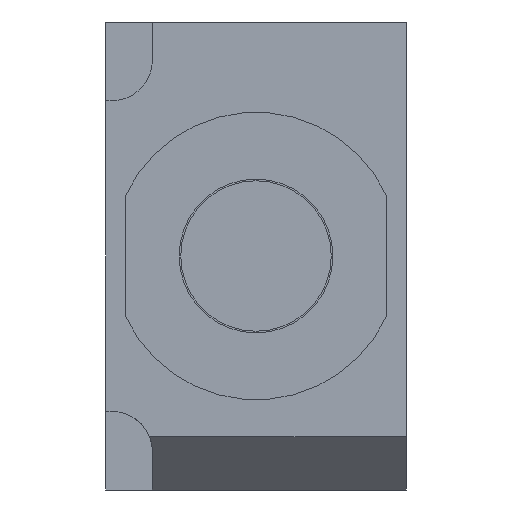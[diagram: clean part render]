
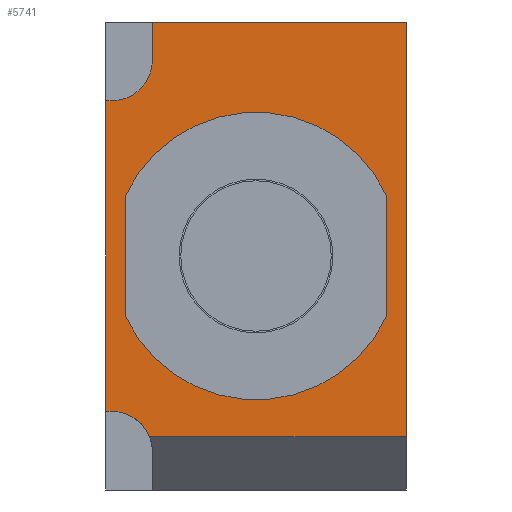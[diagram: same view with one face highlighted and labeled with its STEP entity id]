
A CAD part, front view. The second image highlights one B-rep face of the part: STEP entity #5741.
In plain terms, the highlighted planar face has unit normal (0, -1, 0).
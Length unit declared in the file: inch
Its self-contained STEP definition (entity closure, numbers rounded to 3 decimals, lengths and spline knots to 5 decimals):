
#5135=CARTESIAN_POINT('',(-0.08465,-0.22953,0.09154));
#5136=VERTEX_POINT('',#5135);
#5143=CARTESIAN_POINT('',(-0.06102,-0.22953,0.11516));
#5144=VERTEX_POINT('',#5143);
#5145=CARTESIAN_POINT('',(-0.08465,-0.22953,0.11516));
#5146=DIRECTION('',(0.0,1.0,0.0));
#5147=DIRECTION('',(0.0,0.0,-1.0));
#5148=AXIS2_PLACEMENT_3D('',#5145,#5146,#5147);
#5149=CIRCLE('',#5148,0.02362);
#5150=EDGE_CURVE('',#5144,#5136,#5149,.T.);
#5175=CARTESIAN_POINT('',(-0.06102,-0.22953,0.1378));
#5176=VERTEX_POINT('',#5175);
#5177=CARTESIAN_POINT('',(-0.06102,-0.22953,0.1378));
#5178=DIRECTION('',(0.0,0.0,-1.0));
#5179=VECTOR('',#5178,0.02264);
#5180=LINE('',#5177,#5179);
#5181=EDGE_CURVE('',#5176,#5144,#5180,.T.);
#5205=CARTESIAN_POINT('',(-0.08858,-0.22953,0.09154));
#5206=VERTEX_POINT('',#5205);
#5213=CARTESIAN_POINT('',(-0.08465,-0.22953,0.09154));
#5214=DIRECTION('',(-1.0,0.0,0.0));
#5215=VECTOR('',#5214,0.00394);
#5216=LINE('',#5213,#5215);
#5217=EDGE_CURVE('',#5136,#5206,#5216,.T.);
#5260=CARTESIAN_POINT('',(-0.06275,-0.22953,-0.1063));
#5261=VERTEX_POINT('',#5260);
#5269=CARTESIAN_POINT('',(-0.08465,-0.22953,-0.09154));
#5270=VERTEX_POINT('',#5269);
#5271=CARTESIAN_POINT('',(-0.08465,-0.22953,-0.11516));
#5272=DIRECTION('',(0.0,1.0,0.0));
#5273=DIRECTION('',(1.0,0.0,0.0));
#5274=AXIS2_PLACEMENT_3D('',#5271,#5272,#5273);
#5275=CIRCLE('',#5274,0.02362);
#5276=EDGE_CURVE('',#5270,#5261,#5275,.T.);
#5311=CARTESIAN_POINT('',(-0.08858,-0.22953,-0.09154));
#5312=VERTEX_POINT('',#5311);
#5313=CARTESIAN_POINT('',(-0.08858,-0.22953,-0.09154));
#5314=DIRECTION('',(1.0,0.0,0.0));
#5315=VECTOR('',#5314,0.00394);
#5316=LINE('',#5313,#5315);
#5317=EDGE_CURVE('',#5312,#5270,#5316,.T.);
#5416=CARTESIAN_POINT('',(0.08858,-0.22953,-0.1063));
#5417=VERTEX_POINT('',#5416);
#5424=CARTESIAN_POINT('',(-0.06275,-0.22953,-0.1063));
#5425=DIRECTION('',(1.0,0.0,0.0));
#5426=VECTOR('',#5425,0.15133);
#5427=LINE('',#5424,#5426);
#5428=EDGE_CURVE('',#5261,#5417,#5427,.T.);
#5535=CARTESIAN_POINT('',(-0.08858,-0.22953,0.09154));
#5536=DIRECTION('',(0.0,0.0,-1.0));
#5537=VECTOR('',#5536,0.18307);
#5538=LINE('',#5535,#5537);
#5539=EDGE_CURVE('',#5206,#5312,#5538,.T.);
#5580=CARTESIAN_POINT('',(0.07677,-0.22953,0.03565));
#5581=VERTEX_POINT('',#5580);
#5588=CARTESIAN_POINT('',(-0.07677,-0.22953,0.03565));
#5589=VERTEX_POINT('',#5588);
#5590=CARTESIAN_POINT('',(0.0,-0.22953,0.0));
#5591=DIRECTION('',(0.0,1.0,0.0));
#5592=DIRECTION('',(0.907,0.0,0.421));
#5593=AXIS2_PLACEMENT_3D('',#5590,#5591,#5592);
#5594=CIRCLE('',#5593,0.08465);
#5595=EDGE_CURVE('',#5589,#5581,#5594,.T.);
#5619=CARTESIAN_POINT('',(0.07677,-0.22953,-0.03565));
#5620=VERTEX_POINT('',#5619);
#5627=CARTESIAN_POINT('',(0.07677,-0.22953,0.03565));
#5628=DIRECTION('',(0.0,0.0,-1.0));
#5629=VECTOR('',#5628,0.0713);
#5630=LINE('',#5627,#5629);
#5631=EDGE_CURVE('',#5581,#5620,#5630,.T.);
#5651=CARTESIAN_POINT('',(-0.07677,-0.22953,-0.03565));
#5652=VERTEX_POINT('',#5651);
#5659=CARTESIAN_POINT('',(0.0,-0.22953,0.0));
#5660=DIRECTION('',(0.0,1.0,0.0));
#5661=DIRECTION('',(-0.907,0.0,-0.421));
#5662=AXIS2_PLACEMENT_3D('',#5659,#5660,#5661);
#5663=CIRCLE('',#5662,0.08465);
#5664=EDGE_CURVE('',#5620,#5652,#5663,.T.);
#5682=CARTESIAN_POINT('',(-0.07677,-0.22953,-0.03565));
#5683=DIRECTION('',(0.0,0.0,1.0));
#5684=VECTOR('',#5683,0.0713);
#5685=LINE('',#5682,#5684);
#5686=EDGE_CURVE('',#5652,#5589,#5685,.T.);
#5707=CARTESIAN_POINT('',(0.09744,-0.22953,-0.1185));
#5708=DIRECTION('',(0.0,-1.0,0.0));
#5709=DIRECTION('',(0.0,0.0,-1.0));
#5710=AXIS2_PLACEMENT_3D('',#5707,#5708,#5709);
#5711=PLANE('',#5710);
#5712=ORIENTED_EDGE('',*,*,#5217,.T.);
#5713=ORIENTED_EDGE('',*,*,#5539,.T.);
#5714=ORIENTED_EDGE('',*,*,#5317,.T.);
#5715=ORIENTED_EDGE('',*,*,#5276,.T.);
#5716=ORIENTED_EDGE('',*,*,#5428,.T.);
#5717=CARTESIAN_POINT('',(0.08858,-0.22953,0.1378));
#5718=VERTEX_POINT('',#5717);
#5719=CARTESIAN_POINT('',(0.08858,-0.22953,-0.1063));
#5720=DIRECTION('',(0.0,0.0,1.0));
#5721=VECTOR('',#5720,0.24409);
#5722=LINE('',#5719,#5721);
#5723=EDGE_CURVE('',#5417,#5718,#5722,.T.);
#5724=ORIENTED_EDGE('',*,*,#5723,.T.);
#5725=CARTESIAN_POINT('',(0.08858,-0.22953,0.1378));
#5726=DIRECTION('',(-1.0,0.0,0.0));
#5727=VECTOR('',#5726,0.14961);
#5728=LINE('',#5725,#5727);
#5729=EDGE_CURVE('',#5718,#5176,#5728,.T.);
#5730=ORIENTED_EDGE('',*,*,#5729,.T.);
#5731=ORIENTED_EDGE('',*,*,#5181,.T.);
#5732=ORIENTED_EDGE('',*,*,#5150,.T.);
#5733=EDGE_LOOP('',(#5712,#5713,#5714,#5715,#5716,#5724,#5730,#5731,#5732));
#5734=FACE_OUTER_BOUND('',#5733,.T.);
#5735=ORIENTED_EDGE('',*,*,#5595,.T.);
#5736=ORIENTED_EDGE('',*,*,#5631,.T.);
#5737=ORIENTED_EDGE('',*,*,#5664,.T.);
#5738=ORIENTED_EDGE('',*,*,#5686,.T.);
#5739=EDGE_LOOP('',(#5735,#5736,#5737,#5738));
#5740=FACE_BOUND('',#5739,.T.);
#5741=ADVANCED_FACE('',(#5734,#5740),#5711,.T.);
